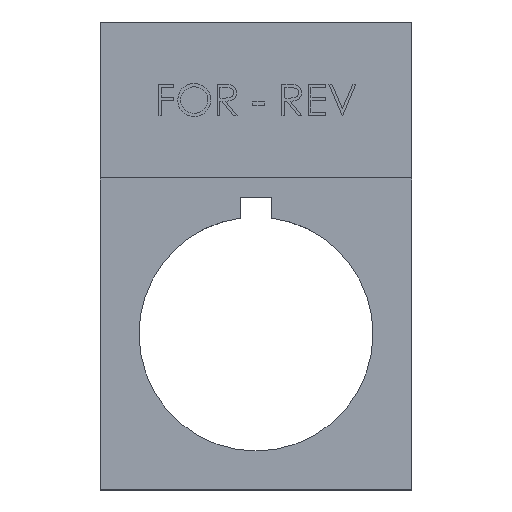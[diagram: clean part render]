
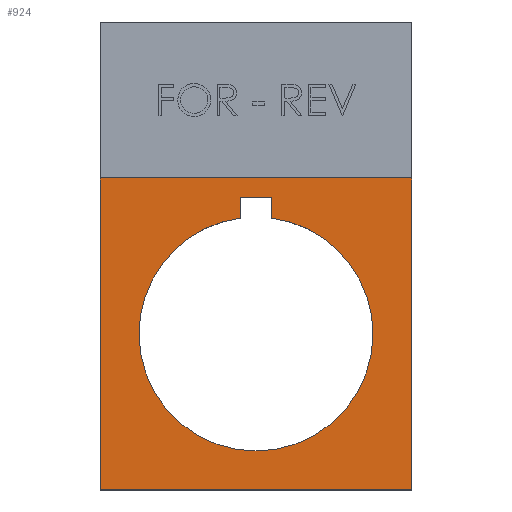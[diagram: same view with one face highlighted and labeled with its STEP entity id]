
A CAD part, top view. The second image highlights one B-rep face of the part: STEP entity #924.
In plain terms, the highlighted planar face has unit normal (0, 0, 1).
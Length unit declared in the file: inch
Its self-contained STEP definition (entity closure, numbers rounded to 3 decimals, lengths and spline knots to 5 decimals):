
#13 = AXIS2_PLACEMENT_3D ( 'NONE', #2764, #4097, #3224 ) ;
#108 = LINE ( 'NONE', #2386, #1789 ) ;
#118 = VERTEX_POINT ( 'NONE', #5102 ) ;
#171 = EDGE_CURVE ( 'NONE', #851, #488, #2669, .T. ) ;
#244 = EDGE_CURVE ( 'NONE', #5289, #488, #1441, .T. ) ;
#351 = DIRECTION ( 'NONE',  ( 0., 0., -1. ) ) ;
#374 = VERTEX_POINT ( 'NONE', #4525 ) ;
#434 = ORIENTED_EDGE ( 'NONE', *, *, #1403, .T. ) ;
#442 = ORIENTED_EDGE ( 'NONE', *, *, #3087, .T. ) ;
#453 = EDGE_LOOP ( 'NONE', ( #585, #3556, #1083, #590 ) ) ;
#479 = EDGE_CURVE ( 'NONE', #374, #5289, #1835, .T. ) ;
#488 = VERTEX_POINT ( 'NONE', #4567 ) ;
#569 = LINE ( 'NONE', #4947, #2416 ) ;
#585 = ORIENTED_EDGE ( 'NONE', *, *, #479, .F. ) ;
#590 = ORIENTED_EDGE ( 'NONE', *, *, #244, .F. ) ;
#851 = VERTEX_POINT ( 'NONE', #3415 ) ;
#875 = DIRECTION ( 'NONE',  ( 0., 0., -1. ) ) ;
#924 = ADVANCED_FACE ( 'NONE', ( #1745, #4818 ), #1203, .T. ) ;
#940 = AXIS2_PLACEMENT_3D ( 'NONE', #2191, #875, #3036 ) ;
#1083 = ORIENTED_EDGE ( 'NONE', *, *, #171, .T. ) ;
#1141 = VERTEX_POINT ( 'NONE', #4966 ) ;
#1198 = VECTOR ( 'NONE', #3718, 39.37008 ) ;
#1199 = EDGE_CURVE ( 'NONE', #851, #374, #569, .T. ) ;
#1203 = PLANE ( 'NONE',  #1741 ) ;
#1216 = CARTESIAN_POINT ( 'NONE',  ( 0.59055, 0.59055, 0.01969 ) ) ;
#1285 = CARTESIAN_POINT ( 'NONE',  ( 0.19685, 0.59055, 0.01969 ) ) ;
#1308 = EDGE_CURVE ( 'NONE', #4814, #1141, #3778, .T. ) ;
#1403 = EDGE_CURVE ( 'NONE', #3722, #118, #108, .T. ) ;
#1441 = LINE ( 'NONE', #1648, #2468 ) ;
#1509 = CARTESIAN_POINT ( 'NONE',  ( 0.05906, 0.5177, 0.01969 ) ) ;
#1641 = VECTOR ( 'NONE', #1843, 39.37008 ) ;
#1648 = CARTESIAN_POINT ( 'NONE',  ( -0.59055, 1.1811, 0.01969 ) ) ;
#1649 = DIRECTION ( 'NONE',  ( 1., 0., 0. ) ) ;
#1719 = CARTESIAN_POINT ( 'NONE',  ( 0., 0.29528, 0.01969 ) ) ;
#1741 = AXIS2_PLACEMENT_3D ( 'NONE', #1719, #4372, #3483 ) ;
#1745 = FACE_BOUND ( 'NONE', #4054, .T. ) ;
#1789 = VECTOR ( 'NONE', #2920, 39.37008 ) ;
#1819 = CIRCLE ( 'NONE', #13, 0.44291 ) ;
#1835 = LINE ( 'NONE', #5346, #1641 ) ;
#1843 = DIRECTION ( 'NONE',  ( -1., 0., 0. ) ) ;
#1877 = CIRCLE ( 'NONE', #4893, 0.44291 ) ;
#2055 = CARTESIAN_POINT ( 'NONE',  ( 0.05906, 0.5177, 0.01969 ) ) ;
#2136 = CARTESIAN_POINT ( 'NONE',  ( -0.59055, 0.59055, 0.01969 ) ) ;
#2191 = CARTESIAN_POINT ( 'NONE',  ( 0., 0., 0.01969 ) ) ;
#2224 = CIRCLE ( 'NONE', #940, 0.44291 ) ;
#2386 = CARTESIAN_POINT ( 'NONE',  ( 0.05906, 0.43896, 0.01969 ) ) ;
#2403 = CARTESIAN_POINT ( 'NONE',  ( -0.05906, 0.5177, 0.01969 ) ) ;
#2416 = VECTOR ( 'NONE', #2775, 39.37008 ) ;
#2468 = VECTOR ( 'NONE', #5154, 39.37008 ) ;
#2477 = VERTEX_POINT ( 'NONE', #5333 ) ;
#2655 = LINE ( 'NONE', #2055, #3748 ) ;
#2669 = B_SPLINE_CURVE_WITH_KNOTS ( 'NONE', 3,
 ( #1216, #1285, #4764, #2136 ),
 .UNSPECIFIED., .F., .F.,
 ( 4, 4 ),
 ( 0., 1. ),
 .UNSPECIFIED. ) ;
#2764 = CARTESIAN_POINT ( 'NONE',  ( 0., 0., 0.01969 ) ) ;
#2775 = DIRECTION ( 'NONE',  ( 0., -1., 0. ) ) ;
#2829 = ORIENTED_EDGE ( 'NONE', *, *, #4362, .T. ) ;
#2920 = DIRECTION ( 'NONE',  ( 0., -1., 0. ) ) ;
#3021 = ORIENTED_EDGE ( 'NONE', *, *, #1308, .T. ) ;
#3036 = DIRECTION ( 'NONE',  ( 1., 0., 0. ) ) ;
#3087 = EDGE_CURVE ( 'NONE', #1141, #3722, #2655, .T. ) ;
#3224 = DIRECTION ( 'NONE',  ( 1., 0., 0. ) ) ;
#3415 = CARTESIAN_POINT ( 'NONE',  ( 0.59055, 0.59055, 0.01969 ) ) ;
#3483 = DIRECTION ( 'NONE',  ( 1., 0., 0. ) ) ;
#3556 = ORIENTED_EDGE ( 'NONE', *, *, #1199, .F. ) ;
#3628 = EDGE_CURVE ( 'NONE', #118, #2477, #1819, .T. ) ;
#3718 = DIRECTION ( 'NONE',  ( 0., 1., 0. ) ) ;
#3722 = VERTEX_POINT ( 'NONE', #1509 ) ;
#3748 = VECTOR ( 'NONE', #5074, 39.37008 ) ;
#3778 = LINE ( 'NONE', #2403, #1198 ) ;
#4010 = CARTESIAN_POINT ( 'NONE',  ( -0.05906, 0.43896, 0.01969 ) ) ;
#4054 = EDGE_LOOP ( 'NONE', ( #442, #434, #5491, #2829, #5499, #3021 ) ) ;
#4097 = DIRECTION ( 'NONE',  ( 0., 0., -1. ) ) ;
#4362 = EDGE_CURVE ( 'NONE', #2477, #4939, #1877, .T. ) ;
#4372 = DIRECTION ( 'NONE',  ( 0., 0., 1. ) ) ;
#4525 = CARTESIAN_POINT ( 'NONE',  ( 0.59055, -0.59055, 0.01969 ) ) ;
#4567 = CARTESIAN_POINT ( 'NONE',  ( -0.59055, 0.59055, 0.01969 ) ) ;
#4713 = CARTESIAN_POINT ( 'NONE',  ( 0., 0., 0.01969 ) ) ;
#4753 = CARTESIAN_POINT ( 'NONE',  ( -0.59055, -0.59055, 0.01969 ) ) ;
#4764 = CARTESIAN_POINT ( 'NONE',  ( -0.19685, 0.59055, 0.01969 ) ) ;
#4814 = VERTEX_POINT ( 'NONE', #4010 ) ;
#4818 = FACE_OUTER_BOUND ( 'NONE', #453, .T. ) ;
#4893 = AXIS2_PLACEMENT_3D ( 'NONE', #4713, #351, #1649 ) ;
#4939 = VERTEX_POINT ( 'NONE', #5029 ) ;
#4947 = CARTESIAN_POINT ( 'NONE',  ( 0.59055, -0.59055, 0.01969 ) ) ;
#4966 = CARTESIAN_POINT ( 'NONE',  ( -0.05906, 0.5177, 0.01969 ) ) ;
#5029 = CARTESIAN_POINT ( 'NONE',  ( -0.44291, 0., 0.01969 ) ) ;
#5074 = DIRECTION ( 'NONE',  ( 1., 0., 0. ) ) ;
#5102 = CARTESIAN_POINT ( 'NONE',  ( 0.05906, 0.43896, 0.01969 ) ) ;
#5154 = DIRECTION ( 'NONE',  ( 0., 1., 0. ) ) ;
#5289 = VERTEX_POINT ( 'NONE', #4753 ) ;
#5333 = CARTESIAN_POINT ( 'NONE',  ( 0.44291, 0., 0.01969 ) ) ;
#5346 = CARTESIAN_POINT ( 'NONE',  ( -0.59055, -0.59055, 0.01969 ) ) ;
#5491 = ORIENTED_EDGE ( 'NONE', *, *, #3628, .T. ) ;
#5499 = ORIENTED_EDGE ( 'NONE', *, *, #5556, .T. ) ;
#5556 = EDGE_CURVE ( 'NONE', #4939, #4814, #2224, .T. ) ;
